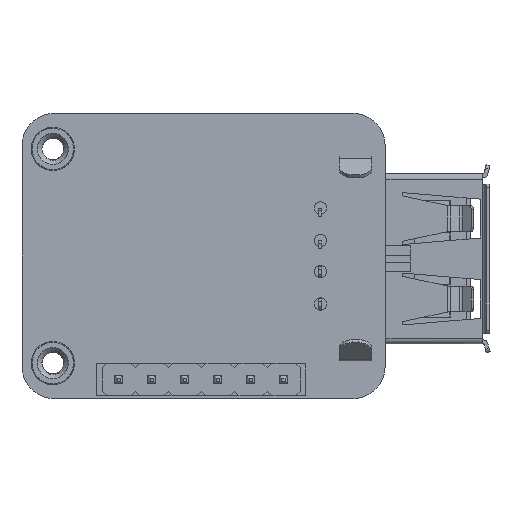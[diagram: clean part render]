
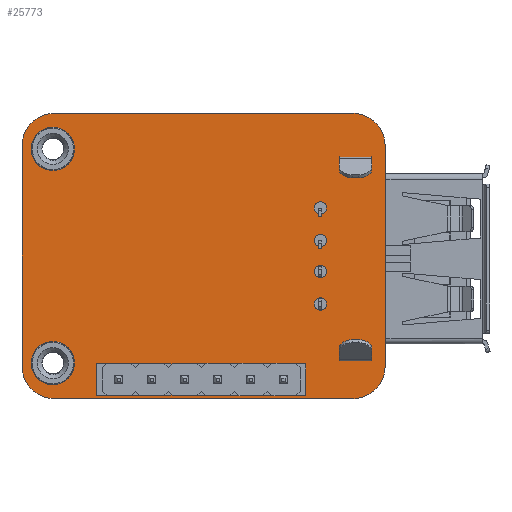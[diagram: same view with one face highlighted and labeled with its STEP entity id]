
A CAD part, front view. The second image highlights one B-rep face of the part: STEP entity #25773.
In plain terms, the highlighted planar face has unit normal (0, -1, 0).
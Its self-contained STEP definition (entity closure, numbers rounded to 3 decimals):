
#868=FACE_BOUND('',#4447,.T.);
#869=FACE_BOUND('',#4448,.T.);
#870=FACE_BOUND('',#4449,.T.);
#871=FACE_BOUND('',#4450,.T.);
#872=FACE_BOUND('',#4451,.T.);
#873=FACE_BOUND('',#4452,.T.);
#874=FACE_BOUND('',#4453,.T.);
#875=FACE_BOUND('',#4454,.T.);
#876=FACE_BOUND('',#4455,.T.);
#877=FACE_BOUND('',#4456,.T.);
#878=FACE_BOUND('',#4457,.T.);
#879=FACE_BOUND('',#4458,.T.);
#1665=CIRCLE('',#28134,2.5);
#1666=CIRCLE('',#28137,2.5);
#1667=CIRCLE('',#28138,2.5);
#1668=CIRCLE('',#28139,2.5);
#1669=CIRCLE('',#28140,0.475);
#1670=CIRCLE('',#28141,0.475);
#1671=CIRCLE('',#28142,0.475);
#1672=CIRCLE('',#28143,0.475);
#1673=CIRCLE('',#28144,0.381);
#1674=CIRCLE('',#28145,0.381);
#1675=CIRCLE('',#28146,0.381);
#1676=CIRCLE('',#28147,0.381);
#1677=CIRCLE('',#28148,0.381);
#1678=CIRCLE('',#28149,0.381);
#1679=CIRCLE('',#28150,1.25);
#1680=CIRCLE('',#28151,1.25);
#3121=FACE_OUTER_BOUND('',#4446,.T.);
#4446=EDGE_LOOP('',(#23018,#23019,#23020,#23021,#23022,#23023,#23024,#23025));
#4447=EDGE_LOOP('',(#23026));
#4448=EDGE_LOOP('',(#23027));
#4449=EDGE_LOOP('',(#23028));
#4450=EDGE_LOOP('',(#23029));
#4451=EDGE_LOOP('',(#23030));
#4452=EDGE_LOOP('',(#23031));
#4453=EDGE_LOOP('',(#23032));
#4454=EDGE_LOOP('',(#23033));
#4455=EDGE_LOOP('',(#23034));
#4456=EDGE_LOOP('',(#23035));
#4457=EDGE_LOOP('',(#23036));
#4458=EDGE_LOOP('',(#23037));
#7210=LINE('',#51315,#10030);
#7213=LINE('',#51321,#10033);
#7214=LINE('',#51325,#10034);
#7215=LINE('',#51329,#10035);
#10030=VECTOR('',#34145,10.);
#10033=VECTOR('',#34150,10.);
#10034=VECTOR('',#34153,10.);
#10035=VECTOR('',#34156,10.);
#12834=VERTEX_POINT('',#51308);
#12835=VERTEX_POINT('',#51310);
#12836=VERTEX_POINT('',#51314);
#12838=VERTEX_POINT('',#51320);
#12839=VERTEX_POINT('',#51322);
#12840=VERTEX_POINT('',#51324);
#12841=VERTEX_POINT('',#51326);
#12842=VERTEX_POINT('',#51328);
#12843=VERTEX_POINT('',#51331);
#12844=VERTEX_POINT('',#51333);
#12845=VERTEX_POINT('',#51335);
#12846=VERTEX_POINT('',#51337);
#12847=VERTEX_POINT('',#51339);
#12848=VERTEX_POINT('',#51341);
#12849=VERTEX_POINT('',#51343);
#12850=VERTEX_POINT('',#51345);
#12851=VERTEX_POINT('',#51347);
#12852=VERTEX_POINT('',#51349);
#12853=VERTEX_POINT('',#51351);
#12854=VERTEX_POINT('',#51353);
#16468=EDGE_CURVE('',#12834,#12835,#1665,.T.);
#16470=EDGE_CURVE('',#12836,#12835,#7210,.T.);
#16473=EDGE_CURVE('',#12834,#12838,#7213,.T.);
#16474=EDGE_CURVE('',#12839,#12838,#1666,.T.);
#16475=EDGE_CURVE('',#12839,#12840,#7214,.T.);
#16476=EDGE_CURVE('',#12841,#12840,#1667,.T.);
#16477=EDGE_CURVE('',#12841,#12842,#7215,.T.);
#16478=EDGE_CURVE('',#12836,#12842,#1668,.T.);
#16479=EDGE_CURVE('',#12843,#12843,#1669,.T.);
#16480=EDGE_CURVE('',#12844,#12844,#1670,.T.);
#16481=EDGE_CURVE('',#12845,#12845,#1671,.T.);
#16482=EDGE_CURVE('',#12846,#12846,#1672,.T.);
#16483=EDGE_CURVE('',#12847,#12847,#1673,.T.);
#16484=EDGE_CURVE('',#12848,#12848,#1674,.T.);
#16485=EDGE_CURVE('',#12849,#12849,#1675,.T.);
#16486=EDGE_CURVE('',#12850,#12850,#1676,.T.);
#16487=EDGE_CURVE('',#12851,#12851,#1677,.T.);
#16488=EDGE_CURVE('',#12852,#12852,#1678,.T.);
#16489=EDGE_CURVE('',#12853,#12853,#1679,.T.);
#16490=EDGE_CURVE('',#12854,#12854,#1680,.T.);
#23018=ORIENTED_EDGE('',*,*,#16468,.F.);
#23019=ORIENTED_EDGE('',*,*,#16473,.T.);
#23020=ORIENTED_EDGE('',*,*,#16474,.F.);
#23021=ORIENTED_EDGE('',*,*,#16475,.T.);
#23022=ORIENTED_EDGE('',*,*,#16476,.F.);
#23023=ORIENTED_EDGE('',*,*,#16477,.T.);
#23024=ORIENTED_EDGE('',*,*,#16478,.F.);
#23025=ORIENTED_EDGE('',*,*,#16470,.T.);
#23026=ORIENTED_EDGE('',*,*,#16479,.T.);
#23027=ORIENTED_EDGE('',*,*,#16480,.T.);
#23028=ORIENTED_EDGE('',*,*,#16481,.T.);
#23029=ORIENTED_EDGE('',*,*,#16482,.T.);
#23030=ORIENTED_EDGE('',*,*,#16483,.T.);
#23031=ORIENTED_EDGE('',*,*,#16484,.T.);
#23032=ORIENTED_EDGE('',*,*,#16485,.T.);
#23033=ORIENTED_EDGE('',*,*,#16486,.T.);
#23034=ORIENTED_EDGE('',*,*,#16487,.T.);
#23035=ORIENTED_EDGE('',*,*,#16488,.T.);
#23036=ORIENTED_EDGE('',*,*,#16489,.T.);
#23037=ORIENTED_EDGE('',*,*,#16490,.T.);
#24522=PLANE('',#28136);
#25773=ADVANCED_FACE('',(#3121,#868,#869,#870,#871,#872,#873,#874,#875,
#876,#877,#878,#879),#24522,.T.);
#28134=AXIS2_PLACEMENT_3D('',#51311,#34140,#34141);
#28136=AXIS2_PLACEMENT_3D('',#51319,#34148,#34149);
#28137=AXIS2_PLACEMENT_3D('',#51323,#34151,#34152);
#28138=AXIS2_PLACEMENT_3D('',#51327,#34154,#34155);
#28139=AXIS2_PLACEMENT_3D('',#51330,#34157,#34158);
#28140=AXIS2_PLACEMENT_3D('',#51332,#34159,#34160);
#28141=AXIS2_PLACEMENT_3D('',#51334,#34161,#34162);
#28142=AXIS2_PLACEMENT_3D('',#51336,#34163,#34164);
#28143=AXIS2_PLACEMENT_3D('',#51338,#34165,#34166);
#28144=AXIS2_PLACEMENT_3D('',#51340,#34167,#34168);
#28145=AXIS2_PLACEMENT_3D('',#51342,#34169,#34170);
#28146=AXIS2_PLACEMENT_3D('',#51344,#34171,#34172);
#28147=AXIS2_PLACEMENT_3D('',#51346,#34173,#34174);
#28148=AXIS2_PLACEMENT_3D('',#51348,#34175,#34176);
#28149=AXIS2_PLACEMENT_3D('',#51350,#34177,#34178);
#28150=AXIS2_PLACEMENT_3D('',#51352,#34179,#34180);
#28151=AXIS2_PLACEMENT_3D('',#51354,#34181,#34182);
#34140=DIRECTION('center_axis',(0.,1.,0.));
#34141=DIRECTION('ref_axis',(-0.707,0.,-0.707));
#34145=DIRECTION('',(0.,0.,-1.));
#34148=DIRECTION('center_axis',(0.,-1.,0.));
#34149=DIRECTION('ref_axis',(1.,0.,0.));
#34150=DIRECTION('',(1.,0.,0.));
#34151=DIRECTION('center_axis',(0.,1.,0.));
#34152=DIRECTION('ref_axis',(0.707,0.,-0.707));
#34153=DIRECTION('',(0.,0.,1.));
#34154=DIRECTION('center_axis',(0.,1.,0.));
#34155=DIRECTION('ref_axis',(0.707,0.,0.707));
#34156=DIRECTION('',(-1.,0.,0.));
#34157=DIRECTION('center_axis',(0.,1.,0.));
#34158=DIRECTION('ref_axis',(-0.707,0.,0.707));
#34159=DIRECTION('center_axis',(0.,1.,0.));
#34160=DIRECTION('ref_axis',(-1.,0.,0.));
#34161=DIRECTION('center_axis',(0.,1.,0.));
#34162=DIRECTION('ref_axis',(-1.,0.,0.));
#34163=DIRECTION('center_axis',(0.,1.,0.));
#34164=DIRECTION('ref_axis',(-1.,0.,0.));
#34165=DIRECTION('center_axis',(0.,1.,0.));
#34166=DIRECTION('ref_axis',(-1.,0.,0.));
#34167=DIRECTION('center_axis',(0.,1.,0.));
#34168=DIRECTION('ref_axis',(1.,0.,0.));
#34169=DIRECTION('center_axis',(0.,1.,0.));
#34170=DIRECTION('ref_axis',(1.,0.,0.));
#34171=DIRECTION('center_axis',(0.,1.,0.));
#34172=DIRECTION('ref_axis',(1.,0.,0.));
#34173=DIRECTION('center_axis',(0.,1.,0.));
#34174=DIRECTION('ref_axis',(1.,0.,0.));
#34175=DIRECTION('center_axis',(0.,1.,0.));
#34176=DIRECTION('ref_axis',(1.,0.,0.));
#34177=DIRECTION('center_axis',(0.,1.,0.));
#34178=DIRECTION('ref_axis',(1.,0.,0.));
#34179=DIRECTION('center_axis',(0.,1.,0.));
#34180=DIRECTION('ref_axis',(1.,0.,0.));
#34181=DIRECTION('center_axis',(0.,1.,0.));
#34182=DIRECTION('ref_axis',(1.,0.,0.));
#51308=CARTESIAN_POINT('',(-11.5,10.,-11.));
#51310=CARTESIAN_POINT('',(-14.,10.,-8.5));
#51311=CARTESIAN_POINT('Origin',(-11.5,10.,-8.5));
#51314=CARTESIAN_POINT('',(-14.,10.,8.5));
#51315=CARTESIAN_POINT('',(-14.,10.,11.));
#51319=CARTESIAN_POINT('Origin',(0.,10.,
0.));
#51320=CARTESIAN_POINT('',(11.5,10.,-11.));
#51321=CARTESIAN_POINT('',(-14.,10.,-11.));
#51322=CARTESIAN_POINT('',(14.,10.,-8.5));
#51323=CARTESIAN_POINT('Origin',(11.5,10.,-8.5));
#51324=CARTESIAN_POINT('',(14.,10.,8.5));
#51325=CARTESIAN_POINT('',(14.,10.,-11.));
#51326=CARTESIAN_POINT('',(11.5,10.,11.));
#51327=CARTESIAN_POINT('Origin',(11.5,10.,8.5));
#51328=CARTESIAN_POINT('',(-11.5,10.,11.));
#51329=CARTESIAN_POINT('',(14.,10.,11.));
#51330=CARTESIAN_POINT('Origin',(-11.5,10.,8.5));
#51331=CARTESIAN_POINT('',(9.479,10.,1.205));
#51332=CARTESIAN_POINT('Origin',(9.004,10.,1.205));
#51333=CARTESIAN_POINT('',(9.479,10.,3.705));
#51334=CARTESIAN_POINT('Origin',(9.004,10.,3.705));
#51335=CARTESIAN_POINT('',(9.479,10.,-1.205));
#51336=CARTESIAN_POINT('Origin',(9.004,10.,-1.205));
#51337=CARTESIAN_POINT('',(9.479,10.,-3.705));
#51338=CARTESIAN_POINT('Origin',(9.004,10.,-3.705));
#51339=CARTESIAN_POINT('',(5.779,10.,-9.525));
#51340=CARTESIAN_POINT('Origin',(6.16,10.,-9.525));
#51341=CARTESIAN_POINT('',(3.239,10.,-9.525));
#51342=CARTESIAN_POINT('Origin',(3.62,10.,-9.525));
#51343=CARTESIAN_POINT('',(0.699,10.,-9.525));
#51344=CARTESIAN_POINT('Origin',(1.08,10.,-9.525));
#51345=CARTESIAN_POINT('',(-1.842,10.,-9.525));
#51346=CARTESIAN_POINT('Origin',(-1.461,10.,-9.525));
#51347=CARTESIAN_POINT('',(-4.382,10.,-9.525));
#51348=CARTESIAN_POINT('Origin',(-4.001,10.,-9.525));
#51349=CARTESIAN_POINT('',(-6.922,10.,-9.525));
#51350=CARTESIAN_POINT('Origin',(-6.541,10.,-9.525));
#51351=CARTESIAN_POINT('',(-12.871,10.,-8.255));
#51352=CARTESIAN_POINT('Origin',(-11.621,10.,-8.255));
#51353=CARTESIAN_POINT('',(-12.871,10.,8.255));
#51354=CARTESIAN_POINT('Origin',(-11.621,10.,8.255));
